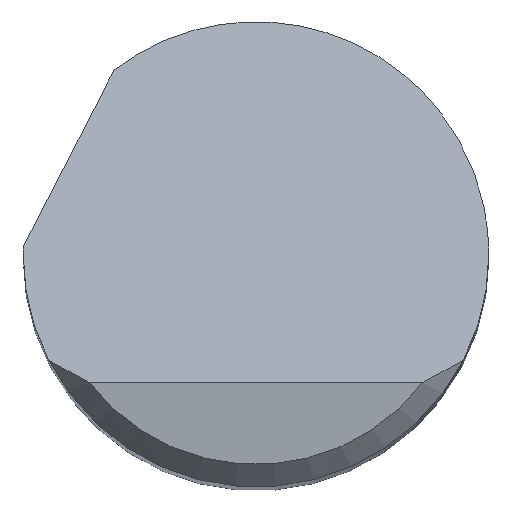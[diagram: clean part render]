
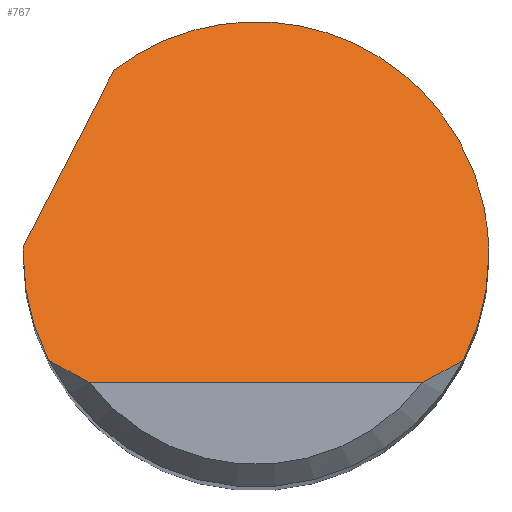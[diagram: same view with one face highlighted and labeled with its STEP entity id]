
A CAD part, top view. The second image highlights one B-rep face of the part: STEP entity #767.
In plain terms, the highlighted planar face has unit normal (0, 0.707, 0.707).
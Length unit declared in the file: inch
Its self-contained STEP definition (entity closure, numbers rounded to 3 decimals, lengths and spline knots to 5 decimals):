
#7 = CARTESIAN_POINT ( 'NONE',  ( -0.13906, -0.07125, 2.485 ) ) ;
#8 = FACE_OUTER_BOUND ( 'NONE', #104, .T. ) ;
#30 = ORIENTED_EDGE ( 'NONE', *, *, #380, .T. ) ;
#36 = LINE ( 'NONE', #578, #424 ) ;
#52 = CARTESIAN_POINT ( 'NONE',  ( 0.13906, -0.07125, 2.485 ) ) ;
#61 = CARTESIAN_POINT ( 'NONE',  ( 0.15041, -0.04909, 2.46284 ) ) ;
#78 = EDGE_CURVE ( 'NONE', #626, #639, #91, .T. ) ;
#80 = CARTESIAN_POINT ( 'NONE',  ( -0.11186, -0.08625, 2.5 ) ) ;
#88 = ORIENTED_EDGE ( 'NONE', *, *, #78, .T. ) ;
#91 = B_SPLINE_CURVE_WITH_KNOTS ( 'NONE', 3,
 ( #680, #190, #137, #52 ),
 .UNSPECIFIED., .F., .F.,
 ( 4, 4 ),
 ( 0., 0.00088 ),
 .UNSPECIFIED. ) ;
#93 = ORIENTED_EDGE ( 'NONE', *, *, #810, .F. ) ;
#98 =( BOUNDED_CURVE ( )  B_SPLINE_CURVE ( 3, ( #744, #404, #128, #320 ),
 .UNSPECIFIED., .F., .T. ) 
 B_SPLINE_CURVE_WITH_KNOTS ( ( 4, 4 ),
 ( 4.23889, 4.71239 ),
 .UNSPECIFIED. ) 
 CURVE ( )  GEOMETRIC_REPRESENTATION_ITEM ( )  RATIONAL_B_SPLINE_CURVE ( ( 1., 0.981, 0.981, 1. ) ) 
 REPRESENTATION_ITEM ( '' )  );
#104 = EDGE_LOOP ( 'NONE', ( #30, #88, #285, #707, #93, #725, #488, #364 ) ) ;
#119 = EDGE_CURVE ( 'NONE', #775, #639, #750, .T. ) ;
#128 = CARTESIAN_POINT ( 'NONE',  ( -0.15625, -0.02489, 2.43864 ) ) ;
#137 = CARTESIAN_POINT ( 'NONE',  ( 0.13035, -0.07657, 2.49032 ) ) ;
#154 = LINE ( 'NONE', #158, #467 ) ;
#158 = CARTESIAN_POINT ( 'NONE',  ( -0.19753, -0.07567, 2.48942 ) ) ;
#179 = CARTESIAN_POINT ( 'NONE',  ( -0.13906, -0.07125, 2.485 ) ) ;
#190 = CARTESIAN_POINT ( 'NONE',  ( 0.12131, -0.0816, 2.49535 ) ) ;
#193 = CARTESIAN_POINT ( 'NONE',  ( 0.13906, -0.07125, 2.485 ) ) ;
#203 = EDGE_CURVE ( 'NONE', #360, #428, #98, .T. ) ;
#210 = DIRECTION ( 'NONE',  ( 0., -0.707, -0.707 ) ) ;
#266 = CARTESIAN_POINT ( 'NONE',  ( -0.11186, -0.08625, 2.5 ) ) ;
#270 = CARTESIAN_POINT ( 'NONE',  ( -0.15625, 0., 2.41375 ) ) ;
#271 = CARTESIAN_POINT ( 'NONE',  ( -0.12131, -0.0816, 2.49535 ) ) ;
#276 = PLANE ( 'NONE',  #547 ) ;
#280 =( BOUNDED_CURVE ( )  B_SPLINE_CURVE ( 3, ( #726, #861, #446, #512 ),
 .UNSPECIFIED., .F., .T. ) 
 B_SPLINE_CURVE_WITH_KNOTS ( ( 4, 4 ),
 ( 5.62792, 7.85398 ),
 .UNSPECIFIED. ) 
 CURVE ( )  GEOMETRIC_REPRESENTATION_ITEM ( )  RATIONAL_B_SPLINE_CURVE ( ( 1., 0.628, 0.628, 1. ) ) 
 REPRESENTATION_ITEM ( '' )  );
#285 = ORIENTED_EDGE ( 'NONE', *, *, #119, .F. ) ;
#319 = CARTESIAN_POINT ( 'NONE',  ( -0.09521, 0.12389, 2.28986 ) ) ;
#320 = CARTESIAN_POINT ( 'NONE',  ( -0.15625, 0., 2.41375 ) ) ;
#329 = EDGE_CURVE ( 'NONE', #372, #775, #280, .T. ) ;
#360 = VERTEX_POINT ( 'NONE', #179 ) ;
#364 = ORIENTED_EDGE ( 'NONE', *, *, #472, .T. ) ;
#371 = B_SPLINE_CURVE_WITH_KNOTS ( 'NONE', 3,
 ( #7, #813, #271, #266 ),
 .UNSPECIFIED., .F., .F.,
 ( 4, 4 ),
 ( 0., 0.00088 ),
 .UNSPECIFIED. ) ;
#372 = VERTEX_POINT ( 'NONE', #319 ) ;
#374 =( BOUNDED_CURVE ( )  B_SPLINE_CURVE ( 3, ( #270, #774, #478, #409 ),
 .UNSPECIFIED., .F., .F. ) 
 B_SPLINE_CURVE_WITH_KNOTS ( ( 4, 4 ),
 ( 4.71239, 4.74439 ),
 .UNSPECIFIED. ) 
 CURVE ( )  GEOMETRIC_REPRESENTATION_ITEM ( )  RATIONAL_B_SPLINE_CURVE ( ( 1., 1., 1., 1. ) ) 
 REPRESENTATION_ITEM ( '' )  );
#380 = EDGE_CURVE ( 'NONE', #718, #626, #36, .T. ) ;
#387 = CARTESIAN_POINT ( 'NONE',  ( 0.11186, -0.08625, 2.5 ) ) ;
#402 = CARTESIAN_POINT ( 'NONE',  ( -0.15625, 0., 2.41375 ) ) ;
#404 = CARTESIAN_POINT ( 'NONE',  ( -0.15041, -0.04909, 2.46284 ) ) ;
#409 = CARTESIAN_POINT ( 'NONE',  ( -0.15617, 0.005, 2.40875 ) ) ;
#424 = VECTOR ( 'NONE', #521, 39.37008 ) ;
#428 = VERTEX_POINT ( 'NONE', #402 ) ;
#446 = CARTESIAN_POINT ( 'NONE',  ( 0.15625, 0.1488, 2.26495 ) ) ;
#448 = CARTESIAN_POINT ( 'NONE',  ( 0.15625, -0.02489, 2.43864 ) ) ;
#461 = CARTESIAN_POINT ( 'NONE',  ( 0.13906, -0.07125, 2.485 ) ) ;
#467 = VECTOR ( 'NONE', #717, 39.37008 ) ;
#472 = EDGE_CURVE ( 'NONE', #360, #718, #371, .T. ) ;
#478 = CARTESIAN_POINT ( 'NONE',  ( -0.15622, 0.00333, 2.41042 ) ) ;
#488 = ORIENTED_EDGE ( 'NONE', *, *, #203, .F. ) ;
#512 = CARTESIAN_POINT ( 'NONE',  ( 0.15625, 0., 2.41375 ) ) ;
#521 = DIRECTION ( 'NONE',  ( 1., 0., 0. ) ) ;
#545 = CARTESIAN_POINT ( 'NONE',  ( -0.15625, -0.08625, 2.5 ) ) ;
#547 = AXIS2_PLACEMENT_3D ( 'NONE', #545, #210, #768 ) ;
#549 = CARTESIAN_POINT ( 'NONE',  ( 0.15625, 0., 2.41375 ) ) ;
#578 = CARTESIAN_POINT ( 'NONE',  ( 0., -0.08625, 2.5 ) ) ;
#626 = VERTEX_POINT ( 'NONE', #387 ) ;
#639 = VERTEX_POINT ( 'NONE', #461 ) ;
#660 = CARTESIAN_POINT ( 'NONE',  ( -0.15617, 0.005, 2.40875 ) ) ;
#680 = CARTESIAN_POINT ( 'NONE',  ( 0.11186, -0.08625, 2.5 ) ) ;
#705 = EDGE_CURVE ( 'NONE', #428, #865, #374, .T. ) ;
#707 = ORIENTED_EDGE ( 'NONE', *, *, #329, .F. ) ;
#717 = DIRECTION ( 'NONE',  ( 0.341, 0.665, -0.665 ) ) ;
#718 = VERTEX_POINT ( 'NONE', #80 ) ;
#725 = ORIENTED_EDGE ( 'NONE', *, *, #705, .F. ) ;
#726 = CARTESIAN_POINT ( 'NONE',  ( -0.09521, 0.12389, 2.28986 ) ) ;
#744 = CARTESIAN_POINT ( 'NONE',  ( -0.13906, -0.07125, 2.485 ) ) ;
#750 =( BOUNDED_CURVE ( )  B_SPLINE_CURVE ( 3, ( #826, #448, #61, #193 ),
 .UNSPECIFIED., .F., .T. ) 
 B_SPLINE_CURVE_WITH_KNOTS ( ( 4, 4 ),
 ( 1.5708, 2.04429 ),
 .UNSPECIFIED. ) 
 CURVE ( )  GEOMETRIC_REPRESENTATION_ITEM ( )  RATIONAL_B_SPLINE_CURVE ( ( 1., 0.981, 0.981, 1. ) ) 
 REPRESENTATION_ITEM ( '' )  );
#767 = ADVANCED_FACE ( 'NONE', ( #8 ), #276, .F. ) ;
#768 = DIRECTION ( 'NONE',  ( 0., 0.707, -0.707 ) ) ;
#774 = CARTESIAN_POINT ( 'NONE',  ( -0.15625, 0.00167, 2.41208 ) ) ;
#775 = VERTEX_POINT ( 'NONE', #549 ) ;
#810 = EDGE_CURVE ( 'NONE', #865, #372, #154, .T. ) ;
#813 = CARTESIAN_POINT ( 'NONE',  ( -0.13035, -0.07657, 2.49032 ) ) ;
#826 = CARTESIAN_POINT ( 'NONE',  ( 0.15625, 0., 2.41375 ) ) ;
#861 = CARTESIAN_POINT ( 'NONE',  ( 0.02277, 0.21456, 2.19919 ) ) ;
#865 = VERTEX_POINT ( 'NONE', #660 ) ;
